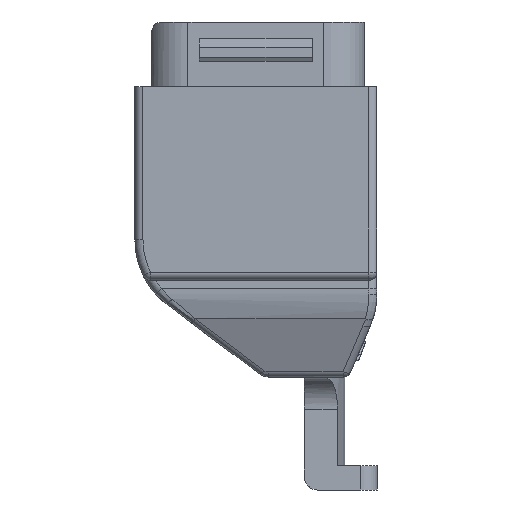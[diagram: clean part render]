
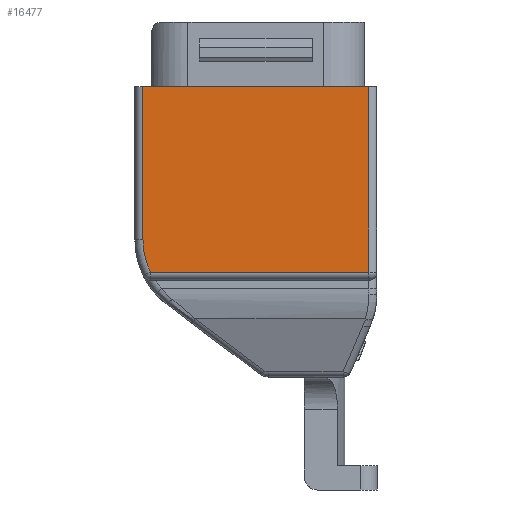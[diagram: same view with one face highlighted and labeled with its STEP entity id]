
A CAD part, left-side view. The second image highlights one B-rep face of the part: STEP entity #16477.
In plain terms, the highlighted planar face has unit normal (-1, 0, 0).
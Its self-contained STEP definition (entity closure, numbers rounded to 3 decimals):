
#303=DIRECTION('',(0.,1.,0.));
#304=VECTOR('',#303,14.);
#305=CARTESIAN_POINT('',(-22.225,-7.,0.));
#306=LINE('',#305,#304);
#353=DIRECTION('',(0.,0.,1.));
#354=VECTOR('',#353,9.507);
#355=CARTESIAN_POINT('',(-22.225,7.,-9.507));
#356=LINE('',#355,#354);
#375=CARTESIAN_POINT('',(-22.225,2.5,-9.507));
#376=DIRECTION('',(1.,0.,0.));
#377=DIRECTION('',(0.,0.897,-0.443));
#378=AXIS2_PLACEMENT_3D('',#375,#376,#377);
#394=DIRECTION('',(0.,0.,-1.));
#395=VECTOR('',#394,11.5);
#396=CARTESIAN_POINT('',(-22.225,-7.,0.));
#397=LINE('',#396,#395);
#6173=DIRECTION('',(0.,1.,0.));
#6174=VECTOR('',#6173,13.535);
#6175=CARTESIAN_POINT('',(-22.225,-7.,-11.5));
#6176=LINE('',#6175,#6174);
#12592=CARTESIAN_POINT('',(-22.225,7.,0.));
#12593=VERTEX_POINT('',#12592);
#12594=CARTESIAN_POINT('',(-22.225,7.,-9.507));
#12595=VERTEX_POINT('',#12594);
#12598=CARTESIAN_POINT('',(-22.225,6.535,-11.5));
#12599=VERTEX_POINT('',#12598);
#12604=CARTESIAN_POINT('',(-22.225,-7.,-11.5));
#12605=VERTEX_POINT('',#12604);
#12610=CARTESIAN_POINT('',(-22.225,-7.,0.));
#12611=VERTEX_POINT('',#12610);
#16463=CARTESIAN_POINT('',(-22.225,-7.5,0.));
#16464=DIRECTION('',(-1.,0.,0.));
#16465=DIRECTION('',(0.,1.,0.));
#16466=AXIS2_PLACEMENT_3D('',#16463,#16464,#16465);
#16467=PLANE('',#16466);
#16468=ORIENTED_EDGE('',*,*,#16407,.T.);
#16469=ORIENTED_EDGE('',*,*,#16351,.F.);
#16471=ORIENTED_EDGE('',*,*,#16470,.T.);
#16473=ORIENTED_EDGE('',*,*,#16472,.T.);
#16474=ORIENTED_EDGE('',*,*,#16456,.T.);
#16475=EDGE_LOOP('',(#16468,#16469,#16471,#16473,#16474));
#16476=FACE_OUTER_BOUND('',#16475,.F.);
#16477=ADVANCED_FACE('',(#16476),#16467,.T.);
#379=CIRCLE('',#378,4.5);
#16351=EDGE_CURVE('',#12611,#12593,#306,.T.);
#16407=EDGE_CURVE('',#12595,#12593,#356,.T.);
#16456=EDGE_CURVE('',#12599,#12595,#379,.T.);
#16470=EDGE_CURVE('',#12611,#12605,#397,.T.);
#16472=EDGE_CURVE('',#12605,#12599,#6176,.T.);
